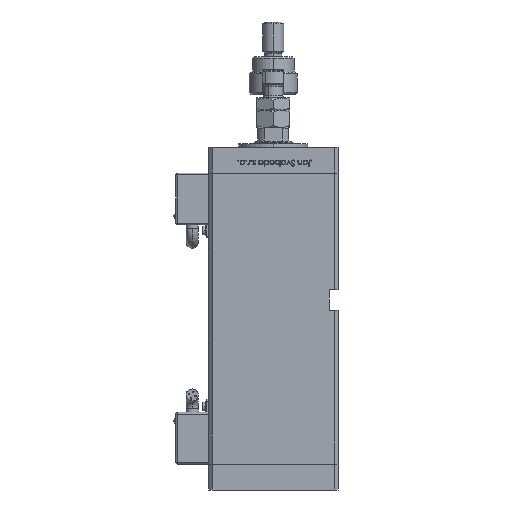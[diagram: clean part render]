
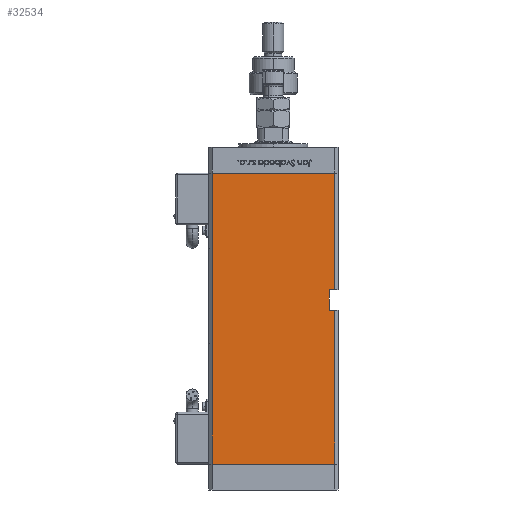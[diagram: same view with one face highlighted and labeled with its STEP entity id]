
A CAD part, left-side view. The second image highlights one B-rep face of the part: STEP entity #32534.
In plain terms, the highlighted planar face has unit normal (-1, 0, 0).
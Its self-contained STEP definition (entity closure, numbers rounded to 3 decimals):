
#1011 = CARTESIAN_POINT ( 'NONE',  ( -42.5, -35.5, 168.5 ) ) ;
#1452 = LINE ( 'NONE', #30031, #2196 ) ;
#2196 = VECTOR ( 'NONE', #19685, 1000. ) ;
#4127 = VECTOR ( 'NONE', #40391, 1000. ) ;
#4698 = CARTESIAN_POINT ( 'NONE',  ( -42.5, 35.5, 0. ) ) ;
#5423 = VERTEX_POINT ( 'NONE', #51119 ) ;
#6673 = CARTESIAN_POINT ( 'NONE',  ( -42.5, 35.5, 168.5 ) ) ;
#6748 = VERTEX_POINT ( 'NONE', #26585 ) ;
#8512 = DIRECTION ( 'NONE',  ( 0., 0., -1. ) ) ;
#9369 = EDGE_CURVE ( 'NONE', #38558, #14551, #14766, .T. ) ;
#9937 = EDGE_CURVE ( 'NONE', #13645, #5423, #1452, .T. ) ;
#10123 = EDGE_CURVE ( 'NONE', #36210, #54743, #45735, .T. ) ;
#12568 = VECTOR ( 'NONE', #18228, 1000. ) ;
#13645 = VERTEX_POINT ( 'NONE', #37496 ) ;
#13741 = CARTESIAN_POINT ( 'NONE',  ( -42.5, -32.5, 101. ) ) ;
#13807 = EDGE_CURVE ( 'NONE', #54743, #6748, #30596, .T. ) ;
#14551 = VERTEX_POINT ( 'NONE', #48209 ) ;
#14766 = LINE ( 'NONE', #1011, #15600 ) ;
#15362 = FACE_OUTER_BOUND ( 'NONE', #18258, .T. ) ;
#15600 = VECTOR ( 'NONE', #24310, 1000. ) ;
#16924 = LINE ( 'NONE', #21101, #57302 ) ;
#16987 = LINE ( 'NONE', #13741, #12568 ) ;
#17020 = DIRECTION ( 'NONE',  ( 0., 0., -1. ) ) ;
#18228 = DIRECTION ( 'NONE',  ( 0., -1., 0. ) ) ;
#18258 = EDGE_LOOP ( 'NONE', ( #52064, #45200, #25641, #41802, #19058, #25352, #48253, #31973 ) ) ;
#18739 = LINE ( 'NONE', #4698, #35317 ) ;
#19058 = ORIENTED_EDGE ( 'NONE', *, *, #13807, .F. ) ;
#19628 = CARTESIAN_POINT ( 'NONE',  ( -42.5, -35.5, 168.5 ) ) ;
#19685 = DIRECTION ( 'NONE',  ( 0., 0., -1. ) ) ;
#21101 = CARTESIAN_POINT ( 'NONE',  ( -42.5, -32.5, 89. ) ) ;
#23803 = DIRECTION ( 'NONE',  ( 0., -1., 0. ) ) ;
#24310 = DIRECTION ( 'NONE',  ( 0., 0., -1. ) ) ;
#25352 = ORIENTED_EDGE ( 'NONE', *, *, #10123, .F. ) ;
#25641 = ORIENTED_EDGE ( 'NONE', *, *, #9937, .F. ) ;
#26267 = VECTOR ( 'NONE', #8512, 1000. ) ;
#26585 = CARTESIAN_POINT ( 'NONE',  ( -42.5, -35.5, 101. ) ) ;
#27172 = CARTESIAN_POINT ( 'NONE',  ( -42.5, 35.5, 168.5 ) ) ;
#30031 = CARTESIAN_POINT ( 'NONE',  ( -42.5, -32.5, 101. ) ) ;
#30596 = LINE ( 'NONE', #54470, #26267 ) ;
#31422 = CARTESIAN_POINT ( 'NONE',  ( -42.5, 35.5, 168.5 ) ) ;
#31973 = ORIENTED_EDGE ( 'NONE', *, *, #41768, .T. ) ;
#32534 = ADVANCED_FACE ( 'NONE', ( #15362 ), #57424, .F. ) ;
#35317 = VECTOR ( 'NONE', #23803, 1000. ) ;
#35991 = CARTESIAN_POINT ( 'NONE',  ( -42.5, 35.5, 168.5 ) ) ;
#36022 = AXIS2_PLACEMENT_3D ( 'NONE', #6673, #38916, #47569 ) ;
#36149 = VERTEX_POINT ( 'NONE', #43464 ) ;
#36210 = VERTEX_POINT ( 'NONE', #35991 ) ;
#37496 = CARTESIAN_POINT ( 'NONE',  ( -42.5, -32.5, 101. ) ) ;
#38558 = VERTEX_POINT ( 'NONE', #45536 ) ;
#38916 = DIRECTION ( 'NONE',  ( 1., 0., 0. ) ) ;
#40391 = DIRECTION ( 'NONE',  ( 0., -1., 0. ) ) ;
#41768 = EDGE_CURVE ( 'NONE', #36149, #14551, #18739, .T. ) ;
#41802 = ORIENTED_EDGE ( 'NONE', *, *, #45982, .T. ) ;
#43464 = CARTESIAN_POINT ( 'NONE',  ( -42.5, 35.5, 0. ) ) ;
#45200 = ORIENTED_EDGE ( 'NONE', *, *, #48339, .F. ) ;
#45536 = CARTESIAN_POINT ( 'NONE',  ( -42.5, -35.5, 89. ) ) ;
#45735 = LINE ( 'NONE', #31422, #4127 ) ;
#45982 = EDGE_CURVE ( 'NONE', #13645, #6748, #16987, .T. ) ;
#47569 = DIRECTION ( 'NONE',  ( 0., 1., 0. ) ) ;
#48209 = CARTESIAN_POINT ( 'NONE',  ( -42.5, -35.5, 0. ) ) ;
#48253 = ORIENTED_EDGE ( 'NONE', *, *, #49046, .T. ) ;
#48339 = EDGE_CURVE ( 'NONE', #5423, #38558, #16924, .T. ) ;
#49046 = EDGE_CURVE ( 'NONE', #36210, #36149, #53716, .T. ) ;
#51119 = CARTESIAN_POINT ( 'NONE',  ( -42.5, -32.5, 89. ) ) ;
#52064 = ORIENTED_EDGE ( 'NONE', *, *, #9369, .F. ) ;
#52537 = VECTOR ( 'NONE', #17020, 1000. ) ;
#53716 = LINE ( 'NONE', #27172, #52537 ) ;
#53920 = DIRECTION ( 'NONE',  ( 0., -1., 0. ) ) ;
#54470 = CARTESIAN_POINT ( 'NONE',  ( -42.5, -35.5, 168.5 ) ) ;
#54743 = VERTEX_POINT ( 'NONE', #19628 ) ;
#57302 = VECTOR ( 'NONE', #53920, 1000. ) ;
#57424 = PLANE ( 'NONE',  #36022 ) ;
